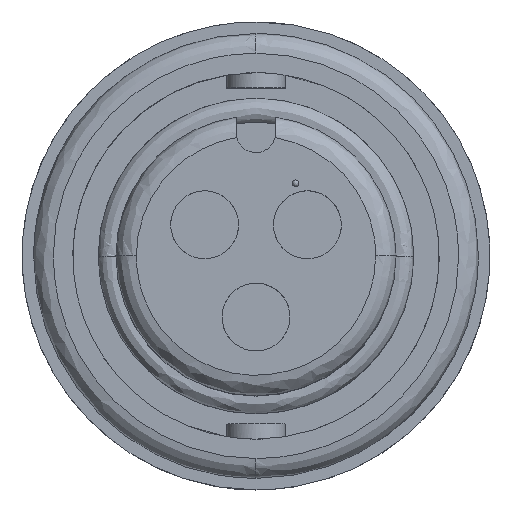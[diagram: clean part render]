
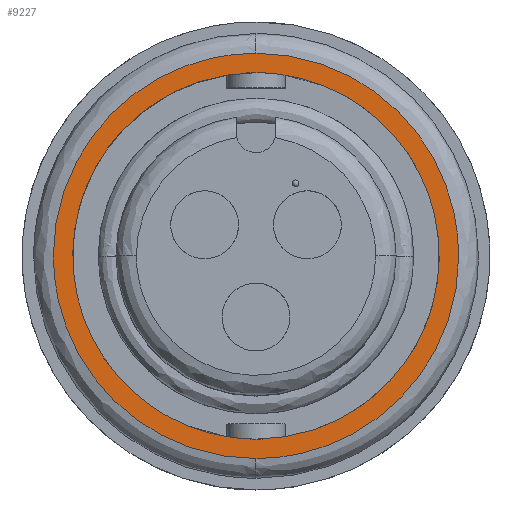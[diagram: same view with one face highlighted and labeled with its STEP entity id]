
A CAD part, top view. The second image highlights one B-rep face of the part: STEP entity #9227.
In plain terms, the highlighted planar face has unit normal (0, 0, 1).
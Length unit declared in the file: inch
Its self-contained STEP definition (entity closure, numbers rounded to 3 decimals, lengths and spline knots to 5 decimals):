
#19 = CARTESIAN_POINT ( 'NONE',  ( -0.18013, 0.3075, 0.174 ) ) ;
#169 = CARTESIAN_POINT ( 'NONE',  ( 0.03639, -0.278, 0.174 ) ) ;
#206 = CARTESIAN_POINT ( 'NONE',  ( -0.07277, 0.27076, 0.174 ) ) ;
#220 = CARTESIAN_POINT ( 'NONE',  ( 0.278, -0.03639, 0.174 ) ) ;
#270 = CARTESIAN_POINT ( 'NONE',  ( -0.07277, -0.27076, 0.174 ) ) ;
#330 =( BOUNDED_CURVE ( )  B_SPLINE_CURVE ( 3, ( #17209, #4926, #6299, #15890 ),
 .UNSPECIFIED., .F., .F. ) 
 B_SPLINE_CURVE_WITH_KNOTS ( ( 4, 4 ),
 ( 0., 1. ),
 .UNSPECIFIED. ) 
 CURVE ( )  GEOMETRIC_REPRESENTATION_ITEM ( )  RATIONAL_B_SPLINE_CURVE ( ( 1., 0.805, 0.805, 1. ) ) 
 REPRESENTATION_ITEM ( '' )  );
#611 = DIRECTION ( 'NONE',  ( 0., 0., -1. ) ) ;
#865 = CARTESIAN_POINT ( 'NONE',  ( -0.18013, -0.3075, 0.174 ) ) ;
#947 = ORIENTED_EDGE ( 'NONE', *, *, #15934, .F. ) ;
#1279 = CARTESIAN_POINT ( 'NONE',  ( 0., -0.278, 0.174 ) ) ;
#1627 = CARTESIAN_POINT ( 'NONE',  ( -0.17084, 0.22231, 0.174 ) ) ;
#1641 = CARTESIAN_POINT ( 'NONE',  ( 0.27076, 0.07277, 0.174 ) ) ;
#1691 = CARTESIAN_POINT ( 'NONE',  ( 0., -0.278, 0.174 ) ) ;
#1797 = ORIENTED_EDGE ( 'NONE', *, *, #8804, .F. ) ;
#1890 = ORIENTED_EDGE ( 'NONE', *, *, #10162, .F. ) ;
#2054 = VERTEX_POINT ( 'NONE', #16288 ) ;
#2080 = ORIENTED_EDGE ( 'NONE', *, *, #3865, .F. ) ;
#2479 = CARTESIAN_POINT ( 'NONE',  ( -0.3075, 0., 0.174 ) ) ;
#2745 = VERTEX_POINT ( 'NONE', #2479 ) ;
#2831 = EDGE_LOOP ( 'NONE', ( #2080, #9623, #1797, #6006 ) ) ;
#3015 = CARTESIAN_POINT ( 'NONE',  ( -0.24291, 0.14001, 0.174 ) ) ;
#3028 = CARTESIAN_POINT ( 'NONE',  ( 0.22231, 0.17084, 0.174 ) ) ;
#3657 = CARTESIAN_POINT ( 'NONE',  ( -0.3075, 0., 0.174 ) ) ;
#3865 = EDGE_CURVE ( 'NONE', #15839, #2054, #9457, .T. ) ;
#4020 = CARTESIAN_POINT ( 'NONE',  ( 0.3075, 0.18013, 0.174 ) ) ;
#4339 = CARTESIAN_POINT ( 'NONE',  ( 0., 0.278, 0.174 ) ) ;
#4401 = CARTESIAN_POINT ( 'NONE',  ( -0.278, 0.03639, 0.174 ) ) ;
#4417 = CARTESIAN_POINT ( 'NONE',  ( 0.14001, 0.24291, 0.174 ) ) ;
#4926 = CARTESIAN_POINT ( 'NONE',  ( 0.3075, -0.18013, 0.174 ) ) ;
#5583 = B_SPLINE_CURVE_WITH_KNOTS ( 'NONE', 3,
 ( #4339, #5730, #206, #9848, #1627, #11216, #3015, #12617, #4401, #13991, #5792, #15380, #7162, #16763, #8524, #270, #9900, #1691 ),
 .UNSPECIFIED., .F., .F.,
 ( 4, 2, 2, 2, 2, 2, 2, 2, 4 ),
 ( 0., 0.125, 0.25, 0.375, 0.5, 0.625, 0.75, 0.875, 1. ),
 .UNSPECIFIED. ) ;
#5690 = EDGE_LOOP ( 'NONE', ( #1890, #947 ) ) ;
#5730 = CARTESIAN_POINT ( 'NONE',  ( -0.03639, 0.278, 0.174 ) ) ;
#5744 = CARTESIAN_POINT ( 'NONE',  ( 0.14001, -0.24291, 0.174 ) ) ;
#5792 = CARTESIAN_POINT ( 'NONE',  ( -0.27076, -0.07277, 0.174 ) ) ;
#5806 = CARTESIAN_POINT ( 'NONE',  ( 0.03639, 0.278, 0.174 ) ) ;
#5818 = AXIS2_PLACEMENT_3D ( 'NONE', #6116, #611, #10224 ) ;
#6006 = ORIENTED_EDGE ( 'NONE', *, *, #7146, .F. ) ;
#6116 = CARTESIAN_POINT ( 'NONE',  ( 0., 0., 0.174 ) ) ;
#6299 = CARTESIAN_POINT ( 'NONE',  ( 0.18013, -0.3075, 0.174 ) ) ;
#6906 = CARTESIAN_POINT ( 'NONE',  ( -0.3075, 0., 0.174 ) ) ;
#7114 = CARTESIAN_POINT ( 'NONE',  ( 0.22231, -0.17084, 0.174 ) ) ;
#7146 = EDGE_CURVE ( 'NONE', #2054, #16979, #330, .T. ) ;
#7162 = CARTESIAN_POINT ( 'NONE',  ( -0.22231, -0.17084, 0.174 ) ) ;
#7481 = PLANE ( 'NONE',  #5818 ) ;
#7777 =( BOUNDED_CURVE ( )  B_SPLINE_CURVE ( 3, ( #6906, #15110, #19, #9653 ),
 .UNSPECIFIED., .F., .F. ) 
 B_SPLINE_CURVE_WITH_KNOTS ( ( 4, 4 ),
 ( 0., 1. ),
 .UNSPECIFIED. ) 
 CURVE ( )  GEOMETRIC_REPRESENTATION_ITEM ( )  RATIONAL_B_SPLINE_CURVE ( ( 1., 0.805, 0.805, 1. ) ) 
 REPRESENTATION_ITEM ( '' )  );
#8479 = CARTESIAN_POINT ( 'NONE',  ( 0.27076, -0.07277, 0.174 ) ) ;
#8524 = CARTESIAN_POINT ( 'NONE',  ( -0.14001, -0.24291, 0.174 ) ) ;
#8804 = EDGE_CURVE ( 'NONE', #16979, #2745, #9413, .T. ) ;
#8952 = VERTEX_POINT ( 'NONE', #1279 ) ;
#9227 = ADVANCED_FACE ( 'NONE', ( #13698, #12851 ), #7481, .F. ) ;
#9413 =( BOUNDED_CURVE ( )  B_SPLINE_CURVE ( 3, ( #17334, #865, #11855, #3657 ),
 .UNSPECIFIED., .F., .F. ) 
 B_SPLINE_CURVE_WITH_KNOTS ( ( 4, 4 ),
 ( 0., 1. ),
 .UNSPECIFIED. ) 
 CURVE ( )  GEOMETRIC_REPRESENTATION_ITEM ( )  RATIONAL_B_SPLINE_CURVE ( ( 1., 0.805, 0.805, 1. ) ) 
 REPRESENTATION_ITEM ( '' )  );
#9457 =( BOUNDED_CURVE ( )  B_SPLINE_CURVE ( 3, ( #10823, #12100, #4020, #13605 ),
 .UNSPECIFIED., .F., .F. ) 
 B_SPLINE_CURVE_WITH_KNOTS ( ( 4, 4 ),
 ( 0., 1. ),
 .UNSPECIFIED. ) 
 CURVE ( )  GEOMETRIC_REPRESENTATION_ITEM ( )  RATIONAL_B_SPLINE_CURVE ( ( 1., 0.805, 0.805, 1. ) ) 
 REPRESENTATION_ITEM ( '' )  );
#9623 = ORIENTED_EDGE ( 'NONE', *, *, #12996, .F. ) ;
#9653 = CARTESIAN_POINT ( 'NONE',  ( 0., 0.3075, 0.174 ) ) ;
#9801 = CARTESIAN_POINT ( 'NONE',  ( 0., -0.278, 0.174 ) ) ;
#9848 = CARTESIAN_POINT ( 'NONE',  ( -0.14001, 0.24291, 0.174 ) ) ;
#9860 = CARTESIAN_POINT ( 'NONE',  ( 0.278, 0.03639, 0.174 ) ) ;
#9900 = CARTESIAN_POINT ( 'NONE',  ( -0.03639, -0.278, 0.174 ) ) ;
#10162 = EDGE_CURVE ( 'NONE', #8952, #15856, #16687, .T. ) ;
#10224 = DIRECTION ( 'NONE',  ( 0., 1., 0. ) ) ;
#10823 = CARTESIAN_POINT ( 'NONE',  ( 0., 0.3075, 0.174 ) ) ;
#10905 = CARTESIAN_POINT ( 'NONE',  ( 0., 0.278, 0.174 ) ) ;
#11216 = CARTESIAN_POINT ( 'NONE',  ( -0.22231, 0.17084, 0.174 ) ) ;
#11229 = CARTESIAN_POINT ( 'NONE',  ( 0.24291, 0.14001, 0.174 ) ) ;
#11855 = CARTESIAN_POINT ( 'NONE',  ( -0.3075, -0.18013, 0.174 ) ) ;
#12100 = CARTESIAN_POINT ( 'NONE',  ( 0.18013, 0.3075, 0.174 ) ) ;
#12124 = CARTESIAN_POINT ( 'NONE',  ( 0., -0.3075, 0.174 ) ) ;
#12617 = CARTESIAN_POINT ( 'NONE',  ( -0.27076, 0.07277, 0.174 ) ) ;
#12633 = CARTESIAN_POINT ( 'NONE',  ( 0.17084, 0.22231, 0.174 ) ) ;
#12851 = FACE_BOUND ( 'NONE', #5690, .T. ) ;
#12996 = EDGE_CURVE ( 'NONE', #2745, #15839, #7777, .T. ) ;
#13605 = CARTESIAN_POINT ( 'NONE',  ( 0.3075, 0., 0.174 ) ) ;
#13698 = FACE_OUTER_BOUND ( 'NONE', #2831, .T. ) ;
#13944 = CARTESIAN_POINT ( 'NONE',  ( 0.07277, -0.27076, 0.174 ) ) ;
#13991 = CARTESIAN_POINT ( 'NONE',  ( -0.278, -0.03639, 0.174 ) ) ;
#14006 = CARTESIAN_POINT ( 'NONE',  ( 0.07277, 0.27076, 0.174 ) ) ;
#15064 = CARTESIAN_POINT ( 'NONE',  ( 0., 0.3075, 0.174 ) ) ;
#15110 = CARTESIAN_POINT ( 'NONE',  ( -0.3075, 0.18013, 0.174 ) ) ;
#15330 = CARTESIAN_POINT ( 'NONE',  ( 0.17084, -0.22231, 0.174 ) ) ;
#15380 = CARTESIAN_POINT ( 'NONE',  ( -0.24291, -0.14001, 0.174 ) ) ;
#15395 = CARTESIAN_POINT ( 'NONE',  ( 0., 0.278, 0.174 ) ) ;
#15839 = VERTEX_POINT ( 'NONE', #15064 ) ;
#15856 = VERTEX_POINT ( 'NONE', #10905 ) ;
#15890 = CARTESIAN_POINT ( 'NONE',  ( 0., -0.3075, 0.174 ) ) ;
#15934 = EDGE_CURVE ( 'NONE', #15856, #8952, #5583, .T. ) ;
#16288 = CARTESIAN_POINT ( 'NONE',  ( 0.3075, 0., 0.174 ) ) ;
#16687 = B_SPLINE_CURVE_WITH_KNOTS ( 'NONE', 3,
 ( #9801, #169, #13944, #5744, #15330, #7114, #16719, #8479, #220, #9860, #1641, #11229, #3028, #12633, #4417, #14006, #5806, #15395 ),
 .UNSPECIFIED., .F., .F.,
 ( 4, 2, 2, 2, 2, 2, 2, 2, 4 ),
 ( 0., 0.125, 0.25, 0.375, 0.5, 0.625, 0.75, 0.875, 1. ),
 .UNSPECIFIED. ) ;
#16719 = CARTESIAN_POINT ( 'NONE',  ( 0.24291, -0.14001, 0.174 ) ) ;
#16763 = CARTESIAN_POINT ( 'NONE',  ( -0.17084, -0.22231, 0.174 ) ) ;
#16979 = VERTEX_POINT ( 'NONE', #12124 ) ;
#17209 = CARTESIAN_POINT ( 'NONE',  ( 0.3075, 0., 0.174 ) ) ;
#17334 = CARTESIAN_POINT ( 'NONE',  ( 0., -0.3075, 0.174 ) ) ;
